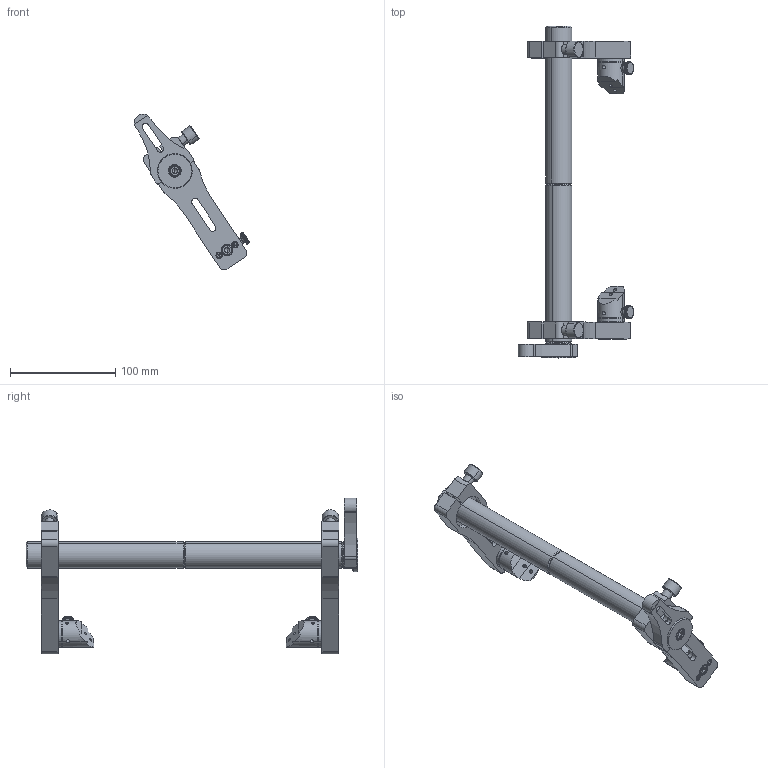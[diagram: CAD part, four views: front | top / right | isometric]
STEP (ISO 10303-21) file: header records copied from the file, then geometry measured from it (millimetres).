
FILE_DESCRIPTION (( 'STEP AP203' ), '1' );
FILE_NAME ('NBS150-MB.STEP', '2020-06-30T05:43:57', ( '' ), ( '' ), 'SwSTEP 2.0', 'SolidWorks 2016', '' );
FILE_SCHEMA (( 'CONFIG_CONTROL_DESIGN' ));
Length unit declared in the file: millimetre
Products named in the file (1): NBS150-MB
Bounding box: 109.32 x 315 x 147.81 mm (x, y, z)
Surface area: 73719.2 mm2 (no closed solid volume)
Topology: 0 solids, 53 shells, 471 faces, 1527 edges, 1006 vertices
Faces by surface type: plane 225, cylinder 166, cone 62, torus 18
Entity records: 17429 total; most frequent: CARTESIAN_POINT 4019, DIRECTION 2990, ORIENTED_EDGE 2376, EDGE_CURVE 1511, AXIS2_PLACEMENT_3D 1073, VERTEX_POINT 1006, LINE 844, VECTOR 844
